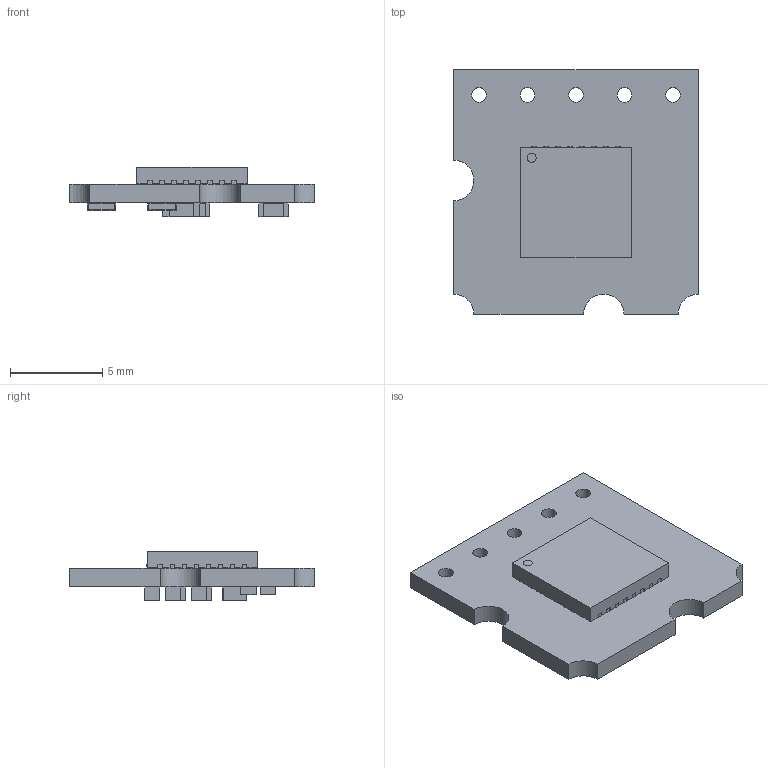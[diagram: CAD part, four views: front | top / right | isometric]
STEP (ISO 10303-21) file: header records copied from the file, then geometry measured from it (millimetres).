
FILE_DESCRIPTION(('FreeCAD Model'),'2;1');
FILE_NAME('AM4096_board.step', '2017-06-28T01:22:48',('kicad StepUp'),('ksu MCAD'), 'Open CASCADE STEP processor 6.8','FreeCAD','Unknown');
FILE_SCHEMA(('AUTOMOTIVE_DESIGN_CC2 { 1 2 10303 214 -1 1 5 4 }'));
Length unit declared in the file: millimetre
Products named in the file (11): Pcb; C_0603_; C_0603_001; C_0603_002; C_0603_003; C_0603_004; C_0603_005; R_0603_; R_0603_001; C_0805_; QFN_32_1EP_6x6mm_Pitch065mm_
Bounding box: 13.25 x 13.25 x 2.7 mm (x, y, z)
Volume: 208.7 mm3; surface area: 553.2 mm2
Topology: 11 solids, 11 shells, 475 faces, 1311 edges, 874 vertices
Faces by surface type: plane 333, cylinder 142
Full cylindrical faces by diameter (mm): 0.5 x1, 0.8 x5
Entity records: 18436 total; most frequent: CARTESIAN_POINT 2661, ORIENTED_EDGE 2622, DIRECTION 2547, EDGE_CURVE 1311, LINE 1027, VECTOR 1027, VERTEX_POINT 874, AXIS2_PLACEMENT_3D 760
